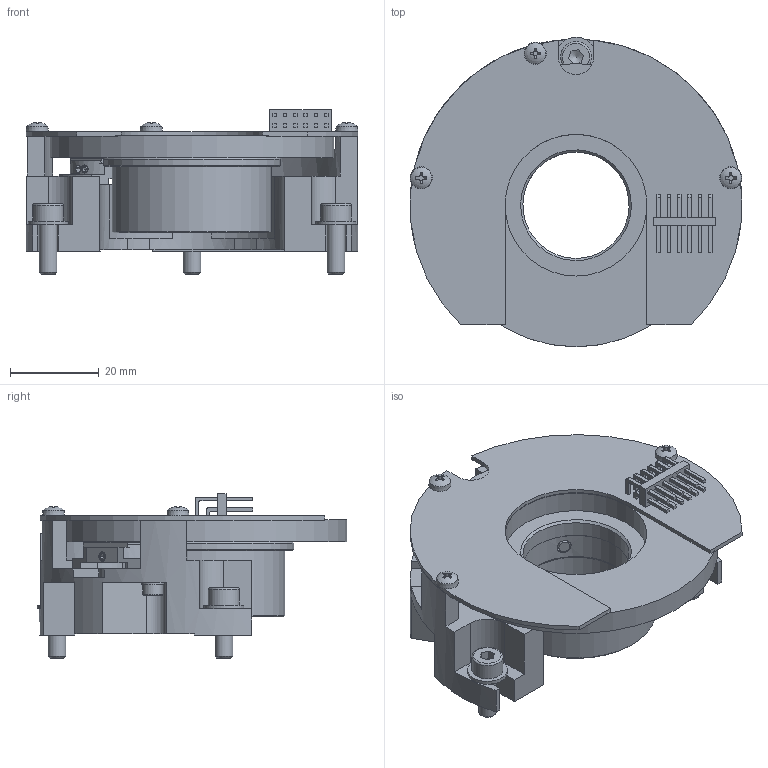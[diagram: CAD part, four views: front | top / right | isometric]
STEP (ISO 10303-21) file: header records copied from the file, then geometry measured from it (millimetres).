
FILE_DESCRIPTION(/* description */ (''),/* implementation_level */ '2;1');
FILE_NAME(/* name */ 'A75M.stp',/* time_stamp */ '2015-03-20T08:31:22+02:00',/* author */ ('EdgarasA'),/* organization */ (''),/* preprocessor_version */ 'ST-DEVELOPER v15.2',/* originating_system */ 'Autodesk Inventor 2014',/* authorisation */ '');
FILE_SCHEMA (('AUTOMOTIVE_DESIGN { 1 0 10303 214 3 1 1 }'));
Length unit declared in the file: millimetre
Products named in the file (1): A75M
Bounding box: 74.95 x 70 x 37.2 mm (x, y, z)
Surface area: 29747.3 mm2 (no closed solid volume)
Topology: 0 solids, 48 shells, 323 faces, 1122 edges, 817 vertices
Faces by surface type: plane 218, cylinder 75, cone 22, torus 5, sphere 3
Full cylindrical faces by diameter (mm): 2.5 x2, 3.242 x2, 4 x3, 4.5 x2, 4.6 x1, 5 x2, 6 x1, 7 x3, 9 x3, 10 x1, 24 x2, 24.5 x1, 32 x1, 36 x1, 40 x1, 64 x1
Entity records: 12267 total; most frequent: CARTESIAN_POINT 2638, DIRECTION 1974, ORIENTED_EDGE 1641, EDGE_CURVE 1052, VERTEX_POINT 806, LINE 666, VECTOR 666, AXIS2_PLACEMENT_3D 654
